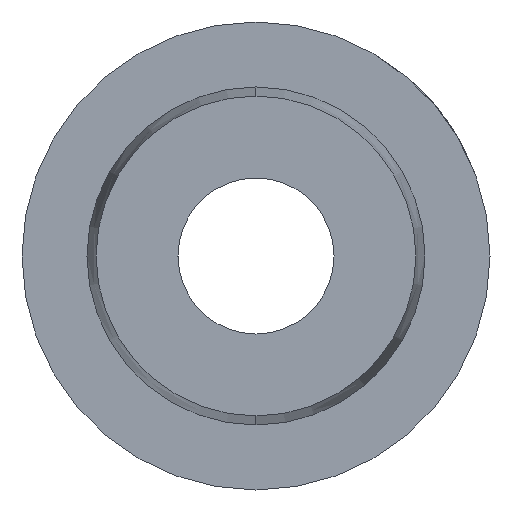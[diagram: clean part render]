
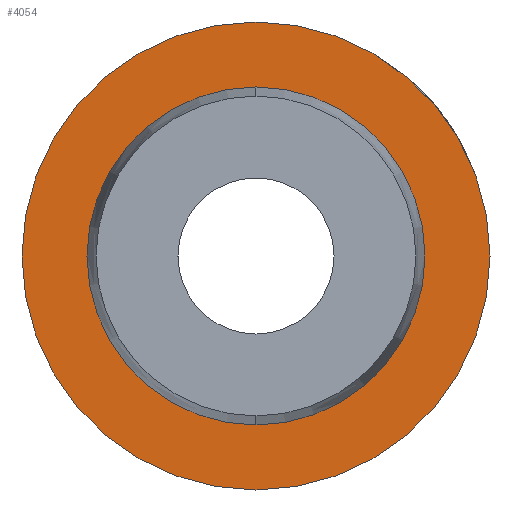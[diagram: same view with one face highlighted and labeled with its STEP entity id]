
A CAD part, left-side view. The second image highlights one B-rep face of the part: STEP entity #4054.
In plain terms, the highlighted planar face has unit normal (-1, 0, 0).
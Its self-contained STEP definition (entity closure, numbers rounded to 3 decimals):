
#112 = CARTESIAN_POINT ( 'NONE',  ( 15., 6.5, 0. ) ) ;
#412 = VERTEX_POINT ( 'NONE', #2412 ) ;
#582 = EDGE_LOOP ( 'NONE', ( #5013, #2133 ) ) ;
#596 = ORIENTED_EDGE ( 'NONE', *, *, #3743, .T. ) ;
#685 = DIRECTION ( 'NONE',  ( 0., 0., 1. ) ) ;
#705 = DIRECTION ( 'NONE',  ( 0., 0., 1. ) ) ;
#965 = AXIS2_PLACEMENT_3D ( 'NONE', #2544, #1593, #705 ) ;
#1039 = DIRECTION ( 'NONE',  ( -1., 0., 0. ) ) ;
#1135 = EDGE_CURVE ( 'NONE', #5043, #412, #6047, .T. ) ;
#1175 = CARTESIAN_POINT ( 'NONE',  ( 15., 0., -9. ) ) ;
#1260 = AXIS2_PLACEMENT_3D ( 'NONE', #112, #2508, #3455 ) ;
#1445 = CARTESIAN_POINT ( 'NONE',  ( 15., 0., 0. ) ) ;
#1581 = EDGE_CURVE ( 'NONE', #5542, #5896, #3592, .T. ) ;
#1593 = DIRECTION ( 'NONE',  ( -1., 0., 0. ) ) ;
#1927 = FACE_BOUND ( 'NONE', #582, .T. ) ;
#2091 = DIRECTION ( 'NONE',  ( -1., 0., 0. ) ) ;
#2133 = ORIENTED_EDGE ( 'NONE', *, *, #4493, .F. ) ;
#2364 = DIRECTION ( 'NONE',  ( 0., 0., 1. ) ) ;
#2412 = CARTESIAN_POINT ( 'NONE',  ( 15., 0., -6.5 ) ) ;
#2508 = DIRECTION ( 'NONE',  ( 1., 0., 0. ) ) ;
#2541 = PLANE ( 'NONE',  #1260 ) ;
#2544 = CARTESIAN_POINT ( 'NONE',  ( 15., 0., 0. ) ) ;
#3135 = CARTESIAN_POINT ( 'NONE',  ( 15., 0., 0. ) ) ;
#3254 = ORIENTED_EDGE ( 'NONE', *, *, #1581, .T. ) ;
#3455 = DIRECTION ( 'NONE',  ( 0., 0., -1. ) ) ;
#3592 = CIRCLE ( 'NONE', #4373, 9. ) ;
#3604 = CIRCLE ( 'NONE', #965, 9. ) ;
#3743 = EDGE_CURVE ( 'NONE', #5896, #5542, #3604, .T. ) ;
#3796 = FACE_OUTER_BOUND ( 'NONE', #4485, .T. ) ;
#4054 = ADVANCED_FACE ( 'NONE', ( #1927, #3796 ), #2541, .F. ) ;
#4373 = AXIS2_PLACEMENT_3D ( 'NONE', #1445, #5701, #2364 ) ;
#4485 = EDGE_LOOP ( 'NONE', ( #3254, #596 ) ) ;
#4493 = EDGE_CURVE ( 'NONE', #412, #5043, #5078, .T. ) ;
#4679 = DIRECTION ( 'NONE',  ( 0., 0., 1. ) ) ;
#4761 = CARTESIAN_POINT ( 'NONE',  ( 15., 0., 9. ) ) ;
#4973 = AXIS2_PLACEMENT_3D ( 'NONE', #5603, #1039, #4679 ) ;
#5013 = ORIENTED_EDGE ( 'NONE', *, *, #1135, .F. ) ;
#5043 = VERTEX_POINT ( 'NONE', #5732 ) ;
#5078 = CIRCLE ( 'NONE', #4973, 6.5 ) ;
#5156 = AXIS2_PLACEMENT_3D ( 'NONE', #3135, #2091, #685 ) ;
#5542 = VERTEX_POINT ( 'NONE', #4761 ) ;
#5603 = CARTESIAN_POINT ( 'NONE',  ( 15., 0., 0. ) ) ;
#5701 = DIRECTION ( 'NONE',  ( -1., 0., 0. ) ) ;
#5732 = CARTESIAN_POINT ( 'NONE',  ( 15., 0., 6.5 ) ) ;
#5896 = VERTEX_POINT ( 'NONE', #1175 ) ;
#6047 = CIRCLE ( 'NONE', #5156, 6.5 ) ;
